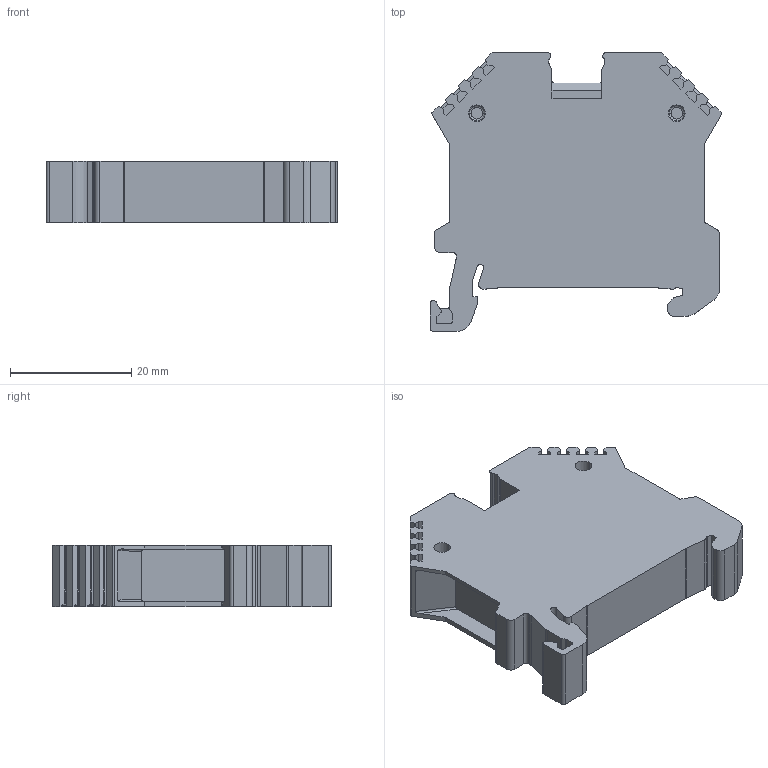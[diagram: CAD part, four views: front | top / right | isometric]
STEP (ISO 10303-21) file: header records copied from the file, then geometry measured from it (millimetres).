
FILE_DESCRIPTION((''),'2;1');
FILE_NAME('17112_2_SRK10_2A_iso','2010-05-18T',('Stollb'),(''),'PRO/ENGINEER BY PARAMETRIC TECHNOLOGY CORPORATION, 2007390','PRO/ENGINEER BY PARAMETRIC TECHNOLOGY CORPORATION, 2007390','');
FILE_SCHEMA(('CONFIG_CONTROL_DESIGN'));
Length unit declared in the file: millimetre
Products named in the file (1): SRK100ISO_2A_STEP
Bounding box: 48.12 x 46 x 10.1 mm (x, y, z)
Volume: 15262.7 mm3; surface area: 6382.6 mm2
Topology: 1 solids, 1 shells, 259 faces, 747 edges, 494 vertices
Faces by surface type: plane 180, cylinder 71, cone 4, torus 4
Entity records: 8565 total; most frequent: CARTESIAN_POINT 1638, ORIENTED_EDGE 1494, DIRECTION 1371, EDGE_CURVE 747, VECTOR 597, LINE 597, VERTEX_POINT 494, AXIS2_PLACEMENT_3D 387
